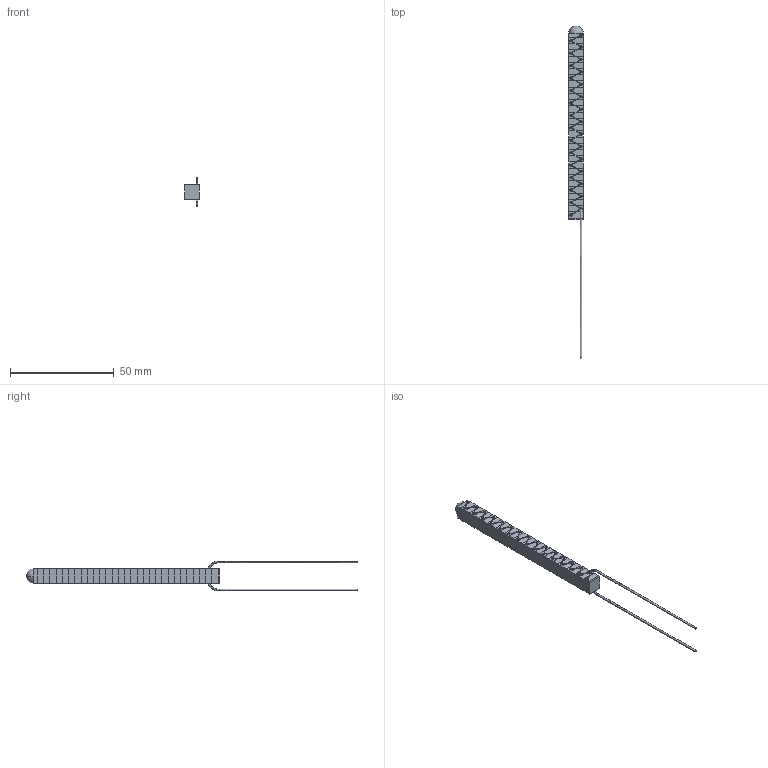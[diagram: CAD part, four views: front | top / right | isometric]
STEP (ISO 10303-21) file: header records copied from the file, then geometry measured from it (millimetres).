
FILE_DESCRIPTION (( 'STEP AP214' ), '1' );
FILE_NAME ('CTN009154.STEP', '2016-07-11T05:17:47', ( '' ), ( '' ), 'SwSTEP 2.0', 'SolidWorks 2016', '' );
FILE_SCHEMA (( 'AUTOMOTIVE_DESIGN' ));
Length unit declared in the file: millimetre
Products named in the file (1): CTN009154
Bounding box: 7 x 160.15 x 14.42 mm (x, y, z)
Volume: 8959.1 mm3; surface area: 11657 mm2
Topology: 4 solids, 4 shells, 911 faces, 2648 edges, 1743 vertices
Faces by surface type: plane 545, bspline 124, sphere 122, cylinder 120
Entity records: 40210 total; most frequent: CARTESIAN_POINT 13121, ORIENTED_EDGE 5288, DIRECTION 4008, EDGE_CURVE 2644, VERTEX_POINT 1741, VECTOR 1440, LINE 1440, AXIS2_PLACEMENT_3D 1284
